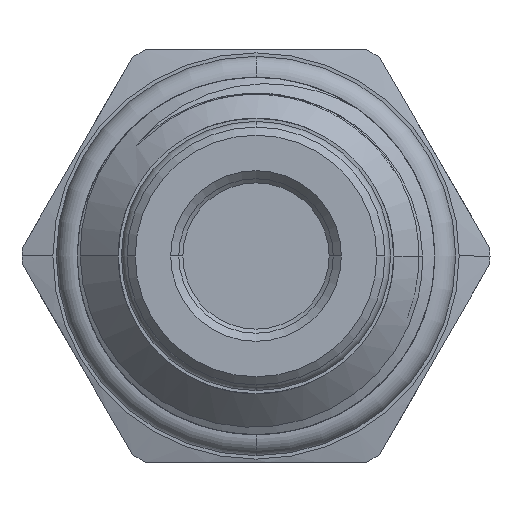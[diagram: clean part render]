
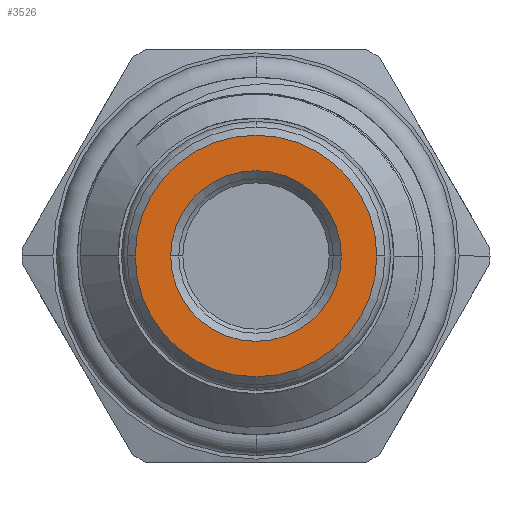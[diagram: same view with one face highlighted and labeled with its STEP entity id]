
A CAD part, left-side view. The second image highlights one B-rep face of the part: STEP entity #3526.
In plain terms, the highlighted planar face has unit normal (-1, 0, 0).
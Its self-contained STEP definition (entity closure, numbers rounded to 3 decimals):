
#258 = ORIENTED_EDGE ( 'NONE', *, *, #15341, .T. ) ;
#259 = ORIENTED_EDGE ( 'NONE', *, *, #11695, .T. ) ;
#260 = ORIENTED_EDGE ( 'NONE', *, *, #15310, .F. ) ;
#261 = ORIENTED_EDGE ( 'NONE', *, *, #11678, .F. ) ;
#1099 = CARTESIAN_POINT ( 'NONE',  ( -70.8, -5.25, 0. ) ) ;
#1138 = CARTESIAN_POINT ( 'NONE',  ( -70.8, 7.435, 0. ) ) ;
#1202 = CARTESIAN_POINT ( 'NONE',  ( -70.8, -7.435, 0. ) ) ;
#1366 = CARTESIAN_POINT ( 'NONE',  ( -70.8, 5.25, 0. ) ) ;
#3526 = ADVANCED_FACE ( 'NONE', ( #3678, #3681 ), #16954, .T. ) ;
#3678 = FACE_OUTER_BOUND ( 'NONE', #6064, .T. ) ;
#3681 = FACE_BOUND ( 'NONE', #6118, .T. ) ;
#4147 = CIRCLE ( 'NONE', #8599, 5.25 ) ;
#4173 = CIRCLE ( 'NONE', #8619, 7.435 ) ;
#4591 = CIRCLE ( 'NONE', #16179, 5.25 ) ;
#4625 = CIRCLE ( 'NONE', #16196, 7.435 ) ;
#6064 = EDGE_LOOP ( 'NONE', ( #258, #259 ) ) ;
#6118 = EDGE_LOOP ( 'NONE', ( #260, #261 ) ) ;
#6441 = CARTESIAN_POINT ( 'NONE',  ( -70.8, 0., 0. ) ) ;
#6442 = DIRECTION ( 'NONE',  ( -1., 0., 0. ) ) ;
#6447 = DIRECTION ( 'NONE',  ( 0., 1., 0. ) ) ;
#6451 = CARTESIAN_POINT ( 'NONE',  ( -70.8, 0., 0. ) ) ;
#6452 = DIRECTION ( 'NONE',  ( -1., 0., 0. ) ) ;
#6453 = DIRECTION ( 'NONE',  ( 0., 1., 0. ) ) ;
#7153 = VERTEX_POINT ( 'NONE', #1366 ) ;
#7283 = VERTEX_POINT ( 'NONE', #1202 ) ;
#7339 = VERTEX_POINT ( 'NONE', #1138 ) ;
#7369 = VERTEX_POINT ( 'NONE', #1099 ) ;
#8080 = AXIS2_PLACEMENT_3D ( 'NONE', #16958, #16949, #16948 ) ;
#8599 = AXIS2_PLACEMENT_3D ( 'NONE', #6451, #6452, #6453 ) ;
#8619 = AXIS2_PLACEMENT_3D ( 'NONE', #6441, #6442, #6447 ) ;
#11678 = EDGE_CURVE ( 'NONE', #7369, #7153, #4147, .T. ) ;
#11695 = EDGE_CURVE ( 'NONE', #7339, #7283, #4173, .T. ) ;
#15310 = EDGE_CURVE ( 'NONE', #7153, #7369, #4591, .T. ) ;
#15341 = EDGE_CURVE ( 'NONE', #7283, #7339, #4625, .T. ) ;
#16179 = AXIS2_PLACEMENT_3D ( 'NONE', #17489, #17488, #17487 ) ;
#16196 = AXIS2_PLACEMENT_3D ( 'NONE', #17610, #17524, #17588 ) ;
#16948 = DIRECTION ( 'NONE',  ( 0., 1., 0. ) ) ;
#16949 = DIRECTION ( 'NONE',  ( -1., 0., 0. ) ) ;
#16954 = PLANE ( 'NONE',  #8080 ) ;
#16958 = CARTESIAN_POINT ( 'NONE',  ( -70.8, 0., 0. ) ) ;
#17487 = DIRECTION ( 'NONE',  ( 0., 1., 0. ) ) ;
#17488 = DIRECTION ( 'NONE',  ( -1., 0., 0. ) ) ;
#17489 = CARTESIAN_POINT ( 'NONE',  ( -70.8, 0., 0. ) ) ;
#17524 = DIRECTION ( 'NONE',  ( -1., 0., 0. ) ) ;
#17588 = DIRECTION ( 'NONE',  ( 0., 1., 0. ) ) ;
#17610 = CARTESIAN_POINT ( 'NONE',  ( -70.8, 0., 0. ) ) ;
